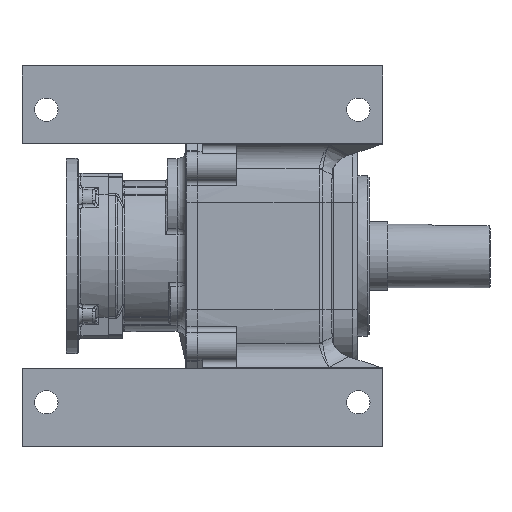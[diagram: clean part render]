
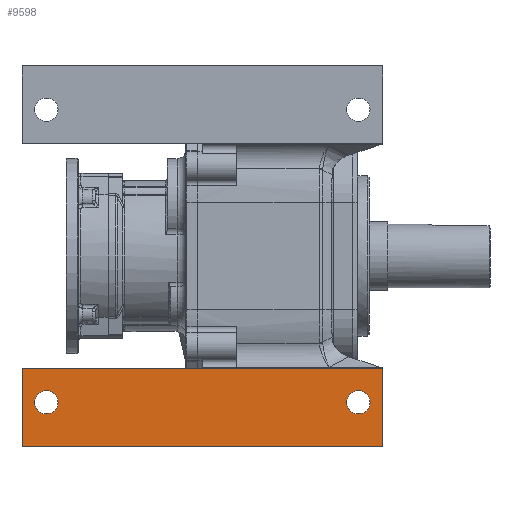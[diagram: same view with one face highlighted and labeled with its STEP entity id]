
A CAD part, front view. The second image highlights one B-rep face of the part: STEP entity #9598.
In plain terms, the highlighted planar face has unit normal (0, -1, 0).
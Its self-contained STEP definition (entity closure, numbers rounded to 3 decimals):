
#609 = PLANE ( 'NONE',  #22355 ) ;
#614 = LINE ( 'NONE', #16857, #2396 ) ;
#681 = ORIENTED_EDGE ( 'NONE', *, *, #21690, .T. ) ;
#875 = DIRECTION ( 'NONE',  ( 0., -1., 0. ) ) ;
#1568 = EDGE_CURVE ( 'NONE', #17842, #19913, #6395, .T. ) ;
#2273 = AXIS2_PLACEMENT_3D ( 'NONE', #4502, #13325, #18874 ) ;
#2359 = DIRECTION ( 'NONE',  ( 0., 1., 0. ) ) ;
#2396 = VECTOR ( 'NONE', #15349, 1000. ) ;
#2500 = CARTESIAN_POINT ( 'NONE',  ( -180., -235., -115. ) ) ;
#2682 = VERTEX_POINT ( 'NONE', #2916 ) ;
#2916 = CARTESIAN_POINT ( 'NONE',  ( -155., -235., -162. ) ) ;
#3315 = CARTESIAN_POINT ( 'NONE',  ( 190., -235., -195. ) ) ;
#3384 = EDGE_CURVE ( 'NONE', #16077, #17842, #7003, .T. ) ;
#3546 = LINE ( 'NONE', #6793, #21530 ) ;
#3864 = ORIENTED_EDGE ( 'NONE', *, *, #1568, .F. ) ;
#4070 = ORIENTED_EDGE ( 'NONE', *, *, #3384, .F. ) ;
#4502 = CARTESIAN_POINT ( 'NONE',  ( 165., -235., -150. ) ) ;
#4602 = EDGE_LOOP ( 'NONE', ( #21491 ) ) ;
#6114 = DIRECTION ( 'NONE',  ( 0., 0., -1. ) ) ;
#6144 = ORIENTED_EDGE ( 'NONE', *, *, #19595, .F. ) ;
#6298 = ORIENTED_EDGE ( 'NONE', *, *, #20006, .T. ) ;
#6395 = LINE ( 'NONE', #10101, #16869 ) ;
#6793 = CARTESIAN_POINT ( 'NONE',  ( -180., -235., -195. ) ) ;
#7003 = LINE ( 'NONE', #22765, #17939 ) ;
#8278 = AXIS2_PLACEMENT_3D ( 'NONE', #9701, #875, #6114 ) ;
#8376 = VERTEX_POINT ( 'NONE', #10232 ) ;
#9184 = CARTESIAN_POINT ( 'NONE',  ( 190., -235., -115. ) ) ;
#9598 = ADVANCED_FACE ( 'NONE', ( #14543, #11070, #16390 ), #609, .F. ) ;
#9701 = CARTESIAN_POINT ( 'NONE',  ( -155., -235., -150. ) ) ;
#10101 = CARTESIAN_POINT ( 'NONE',  ( 190., -235., -195. ) ) ;
#10232 = CARTESIAN_POINT ( 'NONE',  ( 165., -235., -162. ) ) ;
#10968 = DIRECTION ( 'NONE',  ( 0., 0., 1. ) ) ;
#11070 = FACE_BOUND ( 'NONE', #4602, .T. ) ;
#11189 = CARTESIAN_POINT ( 'NONE',  ( 190., -235., -195. ) ) ;
#11385 = EDGE_CURVE ( 'NONE', #2682, #2682, #19751, .T. ) ;
#12706 = EDGE_LOOP ( 'NONE', ( #6298, #3864, #4070, #681 ) ) ;
#13325 = DIRECTION ( 'NONE',  ( 0., -1., 0. ) ) ;
#14543 = FACE_BOUND ( 'NONE', #20404, .T. ) ;
#15349 = DIRECTION ( 'NONE',  ( -1., 0., 0. ) ) ;
#16077 = VERTEX_POINT ( 'NONE', #9184 ) ;
#16390 = FACE_OUTER_BOUND ( 'NONE', #12706, .T. ) ;
#16857 = CARTESIAN_POINT ( 'NONE',  ( 190., -235., -115. ) ) ;
#16869 = VECTOR ( 'NONE', #18680, 1000. ) ;
#17101 = CARTESIAN_POINT ( 'NONE',  ( -180., -235., -195. ) ) ;
#17227 = DIRECTION ( 'NONE',  ( 0., 0., -1. ) ) ;
#17553 = DIRECTION ( 'NONE',  ( 0., 0., -1. ) ) ;
#17842 = VERTEX_POINT ( 'NONE', #3315 ) ;
#17939 = VECTOR ( 'NONE', #17553, 1000. ) ;
#18680 = DIRECTION ( 'NONE',  ( -1., 0., 0. ) ) ;
#18874 = DIRECTION ( 'NONE',  ( 0., 0., -1. ) ) ;
#19595 = EDGE_CURVE ( 'NONE', #8376, #8376, #19688, .T. ) ;
#19688 = CIRCLE ( 'NONE', #2273, 12. ) ;
#19751 = CIRCLE ( 'NONE', #8278, 12. ) ;
#19913 = VERTEX_POINT ( 'NONE', #17101 ) ;
#19945 = VERTEX_POINT ( 'NONE', #2500 ) ;
#20006 = EDGE_CURVE ( 'NONE', #19945, #19913, #3546, .T. ) ;
#20404 = EDGE_LOOP ( 'NONE', ( #6144 ) ) ;
#21491 = ORIENTED_EDGE ( 'NONE', *, *, #11385, .F. ) ;
#21530 = VECTOR ( 'NONE', #17227, 1000. ) ;
#21690 = EDGE_CURVE ( 'NONE', #16077, #19945, #614, .T. ) ;
#22355 = AXIS2_PLACEMENT_3D ( 'NONE', #11189, #2359, #10968 ) ;
#22765 = CARTESIAN_POINT ( 'NONE',  ( 190., -235., -195. ) ) ;
